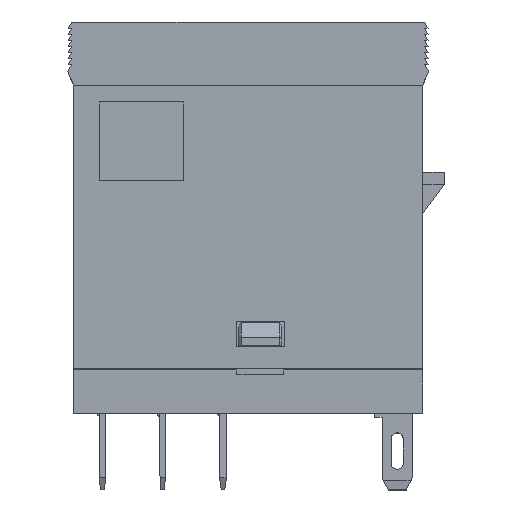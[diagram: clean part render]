
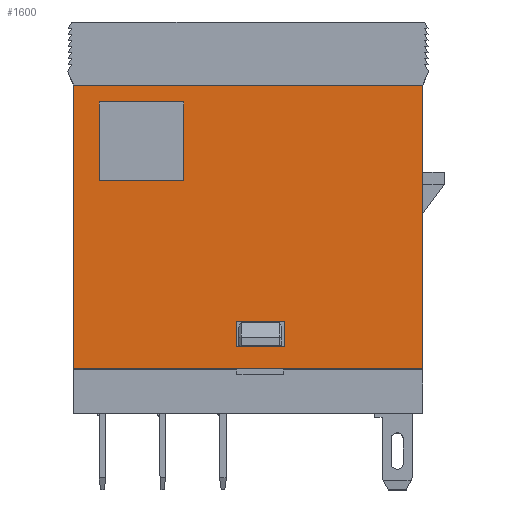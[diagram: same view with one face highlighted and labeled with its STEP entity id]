
A CAD part, top view. The second image highlights one B-rep face of the part: STEP entity #1600.
In plain terms, the highlighted planar face has unit normal (0, 0, 1).
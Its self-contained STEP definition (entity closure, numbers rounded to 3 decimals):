
#748=FACE_BOUND('',#4372,.T.);
#749=FACE_BOUND('',#4373,.T.);
#750=FACE_BOUND('',#4374,.T.);
#1600=ADVANCED_FACE('',(#748,#749,#750),#2430,.T.);
#2430=PLANE('',#20096);
#4372=EDGE_LOOP('',(#9175,#9176,#9177,#9178));
#4373=EDGE_LOOP('',(#9179,#9180,#9181,#9182));
#4374=EDGE_LOOP('',(#9183,#9184,#9185,#9186));
#9175=ORIENTED_EDGE('',*,*,#14029,.T.);
#9176=ORIENTED_EDGE('',*,*,#14030,.T.);
#9177=ORIENTED_EDGE('',*,*,#14031,.T.);
#9178=ORIENTED_EDGE('',*,*,#14032,.T.);
#9179=ORIENTED_EDGE('',*,*,#14028,.F.);
#9180=ORIENTED_EDGE('',*,*,#14033,.F.);
#9181=ORIENTED_EDGE('',*,*,#13978,.T.);
#9182=ORIENTED_EDGE('',*,*,#14034,.T.);
#9183=ORIENTED_EDGE('',*,*,#14035,.F.);
#9184=ORIENTED_EDGE('',*,*,#14036,.F.);
#9185=ORIENTED_EDGE('',*,*,#14037,.F.);
#9186=ORIENTED_EDGE('',*,*,#14038,.F.);
#11430=VERTEX_POINT('',#32581);
#11431=VERTEX_POINT('',#32583);
#11472=VERTEX_POINT('',#32676);
#11475=VERTEX_POINT('',#32681);
#11476=VERTEX_POINT('',#32685);
#11477=VERTEX_POINT('',#32686);
#11478=VERTEX_POINT('',#32688);
#11479=VERTEX_POINT('',#32690);
#11480=VERTEX_POINT('',#32695);
#11481=VERTEX_POINT('',#32696);
#11482=VERTEX_POINT('',#32698);
#11483=VERTEX_POINT('',#32700);
#13978=EDGE_CURVE('',#11431,#11430,#16372,.T.);
#14028=EDGE_CURVE('',#11475,#11472,#16422,.T.);
#14029=EDGE_CURVE('',#11476,#11477,#16423,.T.);
#14030=EDGE_CURVE('',#11477,#11478,#16424,.T.);
#14031=EDGE_CURVE('',#11478,#11479,#16425,.T.);
#14032=EDGE_CURVE('',#11479,#11476,#16426,.T.);
#14033=EDGE_CURVE('',#11431,#11475,#16427,.T.);
#14034=EDGE_CURVE('',#11430,#11472,#16428,.T.);
#14035=EDGE_CURVE('',#11480,#11481,#16429,.T.);
#14036=EDGE_CURVE('',#11482,#11480,#16430,.T.);
#14037=EDGE_CURVE('',#11483,#11482,#16431,.T.);
#14038=EDGE_CURVE('',#11481,#11483,#16432,.T.);
#16372=LINE('',#32582,#18800);
#16422=LINE('',#32682,#18850);
#16423=LINE('',#32684,#18851);
#16424=LINE('',#32687,#18852);
#16425=LINE('',#32689,#18853);
#16426=LINE('',#32691,#18854);
#16427=LINE('',#32692,#18855);
#16428=LINE('',#32693,#18856);
#16429=LINE('',#32694,#18857);
#16430=LINE('',#32697,#18858);
#16431=LINE('',#32699,#18859);
#16432=LINE('',#32701,#18860);
#18800=VECTOR('',#24206,1.);
#18850=VECTOR('',#24266,1.);
#18851=VECTOR('',#24269,1.);
#18852=VECTOR('',#24270,1.);
#18853=VECTOR('',#24271,1.);
#18854=VECTOR('',#24272,1.);
#18855=VECTOR('',#24273,1.);
#18856=VECTOR('',#24274,1.);
#18857=VECTOR('',#24275,1.);
#18858=VECTOR('',#24276,1.);
#18859=VECTOR('',#24277,1.);
#18860=VECTOR('',#24278,1.);
#20096=AXIS2_PLACEMENT_3D('',#32702,#24279,#24280);
#24206=DIRECTION('',(-1.,0.,0.));
#24266=DIRECTION('',(-1.,0.,0.));
#24269=DIRECTION('',(1.,0.,0.));
#24270=DIRECTION('',(0.,-1.,0.));
#24271=DIRECTION('',(-1.,0.,0.));
#24272=DIRECTION('',(0.,1.,0.));
#24273=DIRECTION('',(0.,-1.,0.));
#24274=DIRECTION('',(0.,-1.,0.));
#24275=DIRECTION('',(-1.,0.,0.));
#24276=DIRECTION('',(0.,1.,0.));
#24277=DIRECTION('',(1.,0.,0.));
#24278=DIRECTION('',(0.,-1.,0.));
#24279=DIRECTION('',(0.,0.,1.));
#24280=DIRECTION('',(0.,1.,0.));
#32581=CARTESIAN_POINT('',(-14.,23.392,6.3));
#32582=CARTESIAN_POINT('',(14.8,23.392,6.3));
#32583=CARTESIAN_POINT('',(14.8,23.392,6.3));
#32676=CARTESIAN_POINT('',(-14.,-0.008,6.3));
#32681=CARTESIAN_POINT('',(14.8,-0.008,6.3));
#32682=CARTESIAN_POINT('',(14.8,-0.008,6.3));
#32684=CARTESIAN_POINT('',(-0.6,3.892,6.3));
#32685=CARTESIAN_POINT('',(-0.6,3.892,6.3));
#32686=CARTESIAN_POINT('',(3.4,3.892,6.3));
#32687=CARTESIAN_POINT('',(3.4,3.892,6.3));
#32688=CARTESIAN_POINT('',(3.4,1.792,6.3));
#32689=CARTESIAN_POINT('',(14.8,1.792,6.3));
#32690=CARTESIAN_POINT('',(-0.6,1.792,6.3));
#32691=CARTESIAN_POINT('',(-0.6,1.892,6.3));
#32692=CARTESIAN_POINT('',(14.8,23.392,6.3));
#32693=CARTESIAN_POINT('',(-14.,23.392,6.3));
#32694=CARTESIAN_POINT('',(-4.9,21.992,6.3));
#32695=CARTESIAN_POINT('',(-4.9,21.992,6.3));
#32696=CARTESIAN_POINT('',(-11.9,21.992,6.3));
#32697=CARTESIAN_POINT('',(-4.9,15.492,6.3));
#32698=CARTESIAN_POINT('',(-4.9,15.492,6.3));
#32699=CARTESIAN_POINT('',(-11.9,15.492,6.3));
#32700=CARTESIAN_POINT('',(-11.9,15.492,6.3));
#32701=CARTESIAN_POINT('',(-11.9,21.992,6.3));
#32702=CARTESIAN_POINT('',(14.8,23.392,6.3));
